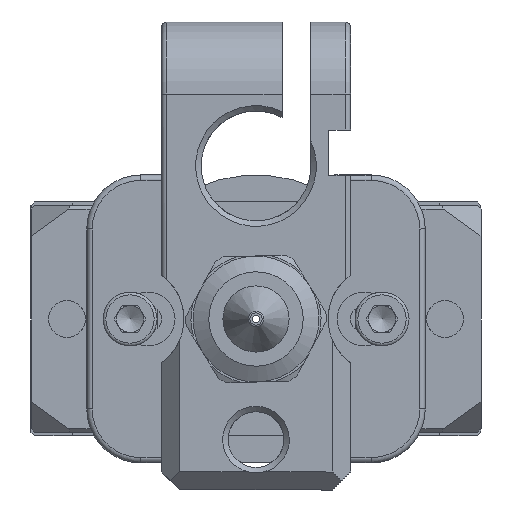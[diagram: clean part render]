
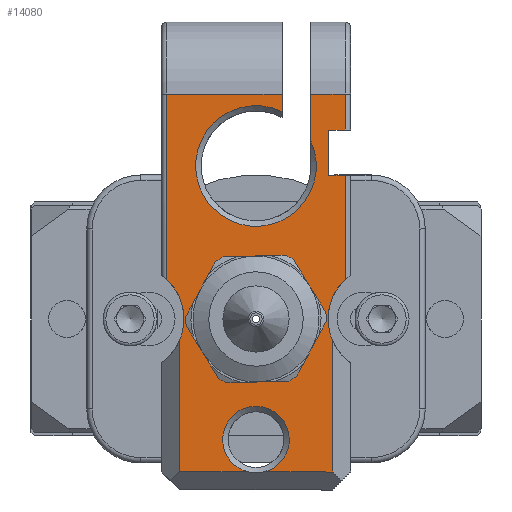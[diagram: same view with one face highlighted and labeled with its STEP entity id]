
A CAD part, front view. The second image highlights one B-rep face of the part: STEP entity #14080.
In plain terms, the highlighted face is planar.
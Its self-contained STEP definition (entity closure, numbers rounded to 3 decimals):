
#316=FACE_BOUND('',#2173,.T.);
#691=PLANE('',#15262);
#1277=FACE_OUTER_BOUND('',#2172,.T.);
#2172=EDGE_LOOP('',(#11603,#11604,#11605,#11606,#11607,#11608,#11609,#11610,
#11611,#11612,#11613,#11614,#11615,#11616,#11617,#11618,#11619,#11620,#11621,
#11622));
#2173=EDGE_LOOP('',(#11623));
#2883=CIRCLE('',#15209,3.);
#2884=CIRCLE('',#15213,3.);
#2921=CIRCLE('',#15263,2.);
#2922=CIRCLE('',#15264,3.35);
#2923=CIRCLE('',#15265,1.85);
#2924=CIRCLE('',#15266,1.85);
#2925=CIRCLE('',#15267,2.894);
#4210=LINE('',#24623,#5560);
#4211=LINE('',#24625,#5561);
#4212=LINE('',#24627,#5562);
#4213=LINE('',#24631,#5563);
#4214=LINE('',#24633,#5564);
#4215=LINE('',#24635,#5565);
#4216=LINE('',#24637,#5566);
#4217=LINE('',#24639,#5567);
#4218=LINE('',#24643,#5568);
#4219=LINE('',#24645,#5569);
#4220=LINE('',#24646,#5570);
#4221=LINE('',#24648,#5571);
#4222=LINE('',#24650,#5572);
#4223=LINE('',#24655,#5573);
#5560=VECTOR('',#17957,1000.);
#5561=VECTOR('',#17958,1000.);
#5562=VECTOR('',#17959,1000.);
#5563=VECTOR('',#17962,1000.);
#5564=VECTOR('',#17963,1000.);
#5565=VECTOR('',#17964,1000.);
#5566=VECTOR('',#17965,1000.);
#5567=VECTOR('',#17966,1000.);
#5568=VECTOR('',#17969,1000.);
#5569=VECTOR('',#17970,1000.);
#5570=VECTOR('',#17971,1000.);
#5571=VECTOR('',#17972,1000.);
#5572=VECTOR('',#17973,1000.);
#5573=VECTOR('',#17978,1000.);
#6840=VERTEX_POINT('',#24482);
#6841=VERTEX_POINT('',#24484);
#6844=VERTEX_POINT('',#24492);
#6845=VERTEX_POINT('',#24494);
#6893=VERTEX_POINT('',#24622);
#6894=VERTEX_POINT('',#24624);
#6895=VERTEX_POINT('',#24626);
#6896=VERTEX_POINT('',#24628);
#6897=VERTEX_POINT('',#24630);
#6898=VERTEX_POINT('',#24632);
#6899=VERTEX_POINT('',#24634);
#6900=VERTEX_POINT('',#24636);
#6901=VERTEX_POINT('',#24638);
#6902=VERTEX_POINT('',#24640);
#6903=VERTEX_POINT('',#24642);
#6904=VERTEX_POINT('',#24644);
#6905=VERTEX_POINT('',#24647);
#6906=VERTEX_POINT('',#24649);
#6907=VERTEX_POINT('',#24651);
#6908=VERTEX_POINT('',#24653);
#6909=VERTEX_POINT('',#24656);
#8515=EDGE_CURVE('',#6841,#6840,#2883,.T.);
#8520=EDGE_CURVE('',#6845,#6844,#2884,.T.);
#8578=EDGE_CURVE('',#6893,#6841,#4210,.T.);
#8579=EDGE_CURVE('',#6840,#6894,#4211,.T.);
#8580=EDGE_CURVE('',#6895,#6894,#4212,.T.);
#8581=EDGE_CURVE('',#6895,#6896,#2921,.F.);
#8582=EDGE_CURVE('',#6896,#6897,#4213,.T.);
#8583=EDGE_CURVE('',#6897,#6898,#4214,.T.);
#8584=EDGE_CURVE('',#6898,#6899,#4215,.F.);
#8585=EDGE_CURVE('',#6899,#6900,#4216,.F.);
#8586=EDGE_CURVE('',#6901,#6900,#4217,.T.);
#8587=EDGE_CURVE('',#6901,#6902,#2922,.T.);
#8588=EDGE_CURVE('',#6903,#6902,#4218,.T.);
#8589=EDGE_CURVE('',#6903,#6904,#4219,.F.);
#8590=EDGE_CURVE('',#6904,#6845,#4220,.F.);
#8591=EDGE_CURVE('',#6844,#6905,#4221,.T.);
#8592=EDGE_CURVE('',#6905,#6906,#4222,.T.);
#8593=EDGE_CURVE('',#6906,#6907,#2923,.T.);
#8594=EDGE_CURVE('',#6907,#6908,#2924,.T.);
#8595=EDGE_CURVE('',#6908,#6893,#4223,.T.);
#8596=EDGE_CURVE('',#6909,#6909,#2925,.T.);
#11603=ORIENTED_EDGE('',*,*,#8578,.T.);
#11604=ORIENTED_EDGE('',*,*,#8515,.T.);
#11605=ORIENTED_EDGE('',*,*,#8579,.T.);
#11606=ORIENTED_EDGE('',*,*,#8580,.F.);
#11607=ORIENTED_EDGE('',*,*,#8581,.T.);
#11608=ORIENTED_EDGE('',*,*,#8582,.T.);
#11609=ORIENTED_EDGE('',*,*,#8583,.T.);
#11610=ORIENTED_EDGE('',*,*,#8584,.T.);
#11611=ORIENTED_EDGE('',*,*,#8585,.T.);
#11612=ORIENTED_EDGE('',*,*,#8586,.F.);
#11613=ORIENTED_EDGE('',*,*,#8587,.T.);
#11614=ORIENTED_EDGE('',*,*,#8588,.F.);
#11615=ORIENTED_EDGE('',*,*,#8589,.T.);
#11616=ORIENTED_EDGE('',*,*,#8590,.T.);
#11617=ORIENTED_EDGE('',*,*,#8520,.T.);
#11618=ORIENTED_EDGE('',*,*,#8591,.T.);
#11619=ORIENTED_EDGE('',*,*,#8592,.T.);
#11620=ORIENTED_EDGE('',*,*,#8593,.T.);
#11621=ORIENTED_EDGE('',*,*,#8594,.T.);
#11622=ORIENTED_EDGE('',*,*,#8595,.T.);
#11623=ORIENTED_EDGE('',*,*,#8596,.T.);
#14080=ADVANCED_FACE('',(#1277,#316),#691,.F.);
#15209=AXIS2_PLACEMENT_3D('',#24485,#17827,#17828);
#15213=AXIS2_PLACEMENT_3D('',#24495,#17837,#17838);
#15262=AXIS2_PLACEMENT_3D('',#24621,#17955,#17956);
#15263=AXIS2_PLACEMENT_3D('',#24629,#17960,#17961);
#15264=AXIS2_PLACEMENT_3D('',#24641,#17967,#17968);
#15265=AXIS2_PLACEMENT_3D('',#24652,#17974,#17975);
#15266=AXIS2_PLACEMENT_3D('',#24654,#17976,#17977);
#15267=AXIS2_PLACEMENT_3D('',#24657,#17979,#17980);
#17827=DIRECTION('center_axis',(0.,0.,1.));
#17828=DIRECTION('ref_axis',(0.,-1.,0.));
#17837=DIRECTION('center_axis',(0.,0.,1.));
#17838=DIRECTION('ref_axis',(0.,-1.,0.));
#17955=DIRECTION('center_axis',(0.,0.,1.));
#17956=DIRECTION('ref_axis',(1.,0.,0.));
#17957=DIRECTION('',(0.,1.,0.));
#17958=DIRECTION('',(0.,1.,0.));
#17959=DIRECTION('',(-1.,0.,0.));
#17960=DIRECTION('center_axis',(0.,0.,1.));
#17961=DIRECTION('ref_axis',(1.,0.,0.));
#17962=DIRECTION('',(0.,1.,0.));
#17963=DIRECTION('',(-1.,0.,0.));
#17964=DIRECTION('',(0.,-1.,0.));
#17965=DIRECTION('',(-1.,0.,0.));
#17966=DIRECTION('',(0.,1.,0.));
#17967=DIRECTION('center_axis',(0.,0.,1.));
#17968=DIRECTION('ref_axis',(1.,0.,0.));
#17969=DIRECTION('',(0.,-1.,0.));
#17970=DIRECTION('',(-1.,0.,0.));
#17971=DIRECTION('',(0.,1.,0.));
#17972=DIRECTION('',(0.,-1.,0.));
#17973=DIRECTION('',(-1.,0.,0.));
#17974=DIRECTION('center_axis',(0.,0.,1.));
#17975=DIRECTION('ref_axis',(1.,0.,0.));
#17976=DIRECTION('center_axis',(0.,0.,1.));
#17977=DIRECTION('ref_axis',(1.,0.,0.));
#17978=DIRECTION('',(-1.,0.,0.));
#17979=DIRECTION('center_axis',(0.,0.,1.));
#17980=DIRECTION('ref_axis',(1.,0.,0.));
#24482=CARTESIAN_POINT('',(-4.95,0.19,-19.));
#24484=CARTESIAN_POINT('',(-4.25,-3.199,-19.));
#24485=CARTESIAN_POINT('Origin',(-7.,-2.,-19.));
#24492=CARTESIAN_POINT('',(4.25,-3.199,-19.));
#24494=CARTESIAN_POINT('',(4.95,0.19,-19.));
#24495=CARTESIAN_POINT('Origin',(7.,-2.,-19.));
#24621=CARTESIAN_POINT('Origin',(0.,0.,-19.));
#24622=CARTESIAN_POINT('',(-4.25,-10.5,-19.));
#24623=CARTESIAN_POINT('',(-4.25,10.5,-19.));
#24624=CARTESIAN_POINT('',(-4.95,6.,-19.));
#24625=CARTESIAN_POINT('',(-4.95,5.5,-19.));
#24626=CARTESIAN_POINT('',(-4.388,6.,-19.));
#24627=CARTESIAN_POINT('',(-5.101,6.,-19.));
#24628=CARTESIAN_POINT('',(-4.05,5.971,-19.));
#24629=CARTESIAN_POINT('Origin',(-4.388,4.,-19.));
#24630=CARTESIAN_POINT('',(-4.05,8.5,-19.));
#24631=CARTESIAN_POINT('',(-4.05,6.,-19.));
#24632=CARTESIAN_POINT('',(-4.95,8.5,-19.));
#24633=CARTESIAN_POINT('',(-4.55,8.5,-19.));
#24634=CARTESIAN_POINT('',(-4.95,10.5,-19.));
#24635=CARTESIAN_POINT('',(-4.95,10.5,-19.));
#24636=CARTESIAN_POINT('',(-3.046,10.5,-19.));
#24637=CARTESIAN_POINT('',(-3.046,10.5,-19.));
#24638=CARTESIAN_POINT('',(-3.046,7.895,-19.));
#24639=CARTESIAN_POINT('',(-3.046,6.5,-19.));
#24640=CARTESIAN_POINT('',(-1.446,9.522,-19.));
#24641=CARTESIAN_POINT('Origin',(0.,6.5,-19.));
#24642=CARTESIAN_POINT('',(-1.446,10.5,-19.));
#24643=CARTESIAN_POINT('',(-1.446,14.5,-19.));
#24644=CARTESIAN_POINT('',(4.95,10.5,-19.));
#24645=CARTESIAN_POINT('',(5.25,10.5,-19.));
#24646=CARTESIAN_POINT('',(4.95,0.437,-19.));
#24647=CARTESIAN_POINT('',(4.25,-10.5,-19.));
#24648=CARTESIAN_POINT('',(4.25,-10.5,-19.));
#24649=CARTESIAN_POINT('',(0.427,-10.5,-19.));
#24650=CARTESIAN_POINT('',(-5.75,-10.5,-19.));
#24651=CARTESIAN_POINT('',(1.85,-8.7,-19.));
#24652=CARTESIAN_POINT('Origin',(0.,-8.7,-19.));
#24653=CARTESIAN_POINT('',(-0.427,-10.5,-19.));
#24654=CARTESIAN_POINT('Origin',(0.,-8.7,-19.));
#24655=CARTESIAN_POINT('',(-5.75,-10.5,-19.));
#24656=CARTESIAN_POINT('',(2.894,-2.,-19.));
#24657=CARTESIAN_POINT('Origin',(0.,-2.,-19.));
